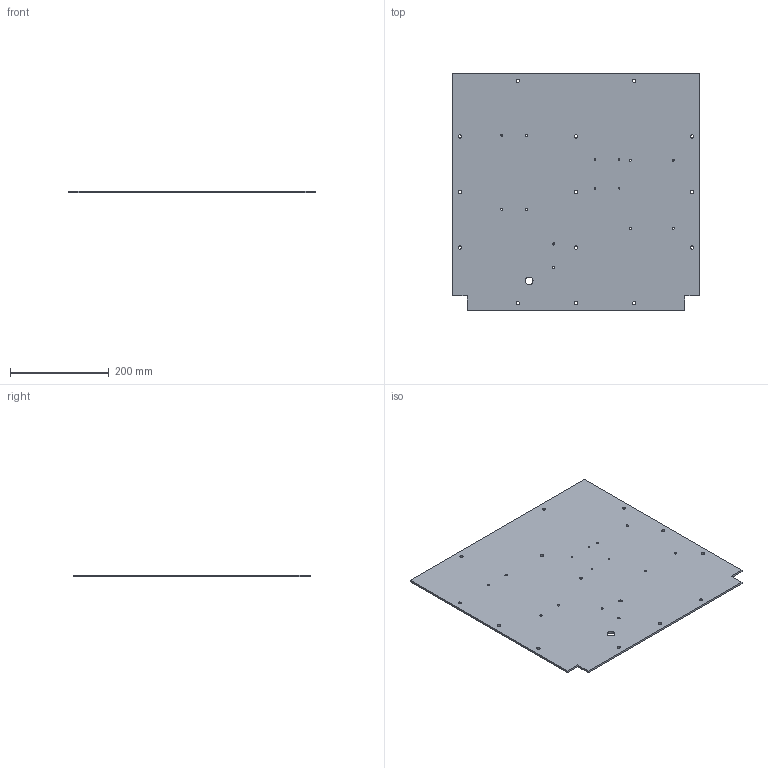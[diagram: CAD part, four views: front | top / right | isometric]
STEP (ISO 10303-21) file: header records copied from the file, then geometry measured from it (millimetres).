
FILE_DESCRIPTION(/* description */ (''),/* implementation_level */ '2;1');
FILE_NAME(/* name */ 'panel_electronics_btt_skr_pro_1_2_rpi_300.step',/* time_stamp */ '2021-09-25T21:32:38+01:00',/* author */ (''),/* organization */ (''),/* preprocessor_version */ 'ST-DEVELOPER v18.1',/* originating_system */ 'Autodesk Translation Framework v10.10.0.1391',/* authorisation */ '');
FILE_SCHEMA (('AUTOMOTIVE_DESIGN { 1 0 10303 214 3 1 1 }'));
Length unit declared in the file: millimetre
Products named in the file (1): panel_electronics_btt_skr_pro_1_2_rpi_300
Bounding box: 500 x 480 x 4 mm (x, y, z)
Volume: 949330.6 mm3; surface area: 484583.8 mm2
Topology: 1 solids, 1 shells, 39 faces, 111 edges, 74 vertices
Faces by surface type: cylinder 29, plane 10
Full cylindrical faces by diameter (mm): 3 x4, 4.5 x10, 6.6 x14, 16 x1
Entity records: 1452 total; most frequent: DIRECTION 249, CARTESIAN_POINT 225, ORIENTED_EDGE 222, EDGE_CURVE 111, AXIS2_PLACEMENT_3D 98, EDGE_LOOP 97, VERTEX_POINT 74, FACE_BOUND 58
